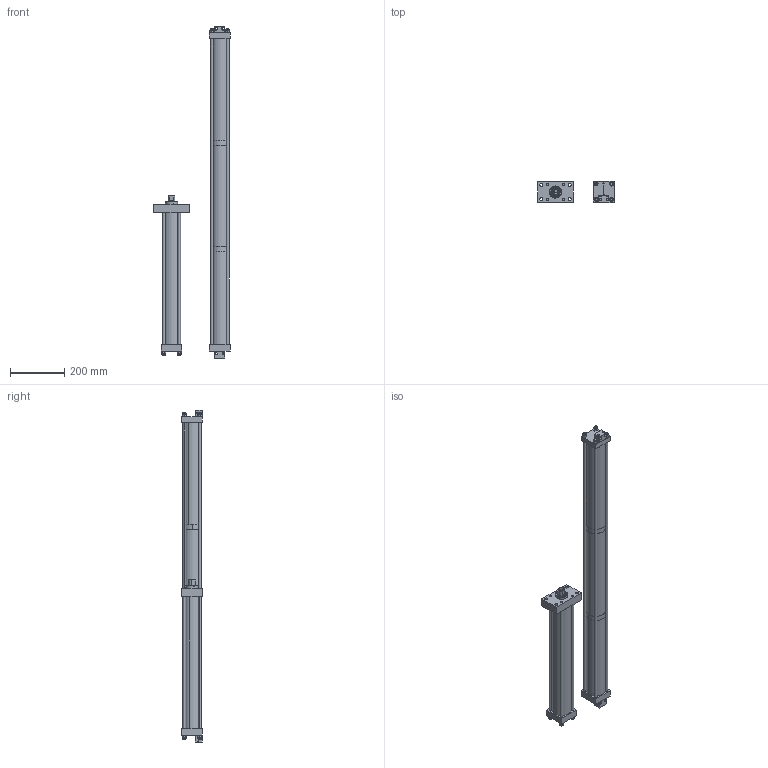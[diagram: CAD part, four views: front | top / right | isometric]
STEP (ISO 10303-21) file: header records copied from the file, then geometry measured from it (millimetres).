
FILE_DESCRIPTION (( 'STEP AP203' ), '1' );
FILE_NAME ('HPS-2-8.00-1.00-FH.STEP', '2020-05-19T13:38:20', ( '' ), ( '' ), 'SwSTEP 2.0', 'SolidWorks 2018', '' );
FILE_SCHEMA (( 'CONFIG_CONTROL_DESIGN' ));
Length unit declared in the file: inch
Products named in the file (17): E0261_1.0; E0263_8.0-1.0; E0211_8.0; ES0205_8.0; E0264; F0262; E02BRK; HPS-2-8.00-1.00-FH; E0213; NLN .375; G0210; E0260_8.0; E0101; E0204; E0259; ES0214_1.0; F0103
Assembly tree (30 placements, depth 2):
  HPS-2-8.00-1.00-FH
    E0204
    F0103
    E0101
    G0210
    E0213
    E0264
    NLN .375  x8
    E0259
    F0262
    E02BRK  x2
    ES0205_8.0
    E0260_8.0  x4
    E0211_8.0
    E0261_1.0
    ES0214_1.0
    E0263_8.0-1.0  x4
Bounding box: 280.97 x 76.2 x 1222.2 mm (x, y, z)
Volume: 2581245.9 mm3; surface area: 1080288.1 mm2
Topology: 30 solids, 30 shells, 502 faces, 1146 edges, 749 vertices
Faces by surface type: cylinder 260, plane 200, cone 40, torus 2
Entity records: 13448 total; most frequent: CARTESIAN_POINT 2896, DIRECTION 1893, ORIENTED_EDGE 1588, EDGE_CURVE 794, AXIS2_PLACEMENT_3D 782, VERTEX_POINT 517, EDGE_LOOP 461, CIRCLE 407
